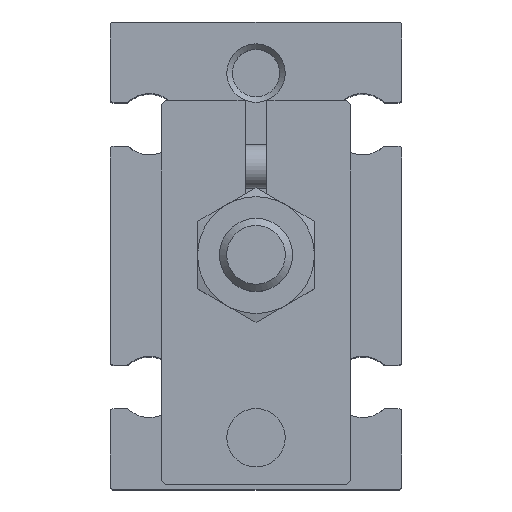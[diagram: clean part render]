
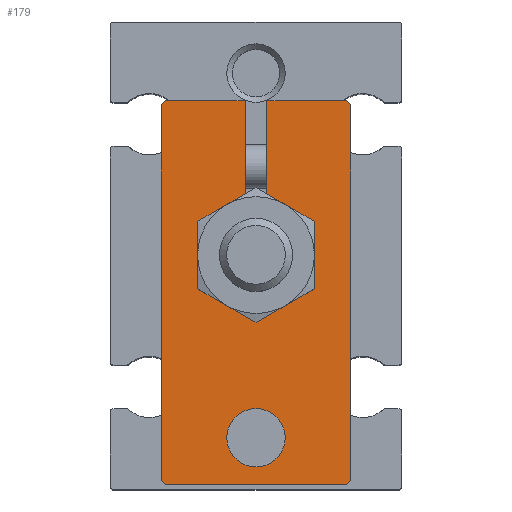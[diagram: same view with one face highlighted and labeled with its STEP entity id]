
A CAD part, top view. The second image highlights one B-rep face of the part: STEP entity #179.
In plain terms, the highlighted planar face has unit normal (0, 0, 1).
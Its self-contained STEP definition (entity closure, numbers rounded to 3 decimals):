
#179 = ADVANCED_FACE( '', ( #359, #360 ), #361, .T. );
#359 = FACE_BOUND( '', #740, .T. );
#360 = FACE_OUTER_BOUND( '', #741, .T. );
#361 = PLANE( '', #742 );
#740 = EDGE_LOOP( '', ( #1173 ) );
#741 = EDGE_LOOP( '', ( #1174, #1175, #1176, #1177, #1178, #1179, #1180, #1181, #1182, #1183, #1184, #1185 ) );
#742 = AXIS2_PLACEMENT_3D( '', #1186, #1187, #1188 );
#1173 = ORIENTED_EDGE( '', *, *, #2369, .F. );
#1174 = ORIENTED_EDGE( '', *, *, #2370, .T. );
#1175 = ORIENTED_EDGE( '', *, *, #2371, .T. );
#1176 = ORIENTED_EDGE( '', *, *, #2372, .T. );
#1177 = ORIENTED_EDGE( '', *, *, #2373, .T. );
#1178 = ORIENTED_EDGE( '', *, *, #2374, .T. );
#1179 = ORIENTED_EDGE( '', *, *, #2375, .T. );
#1180 = ORIENTED_EDGE( '', *, *, #2376, .T. );
#1181 = ORIENTED_EDGE( '', *, *, #2377, .T. );
#1182 = ORIENTED_EDGE( '', *, *, #2378, .T. );
#1183 = ORIENTED_EDGE( '', *, *, #2379, .F. );
#1184 = ORIENTED_EDGE( '', *, *, #2380, .T. );
#1185 = ORIENTED_EDGE( '', *, *, #2381, .T. );
#1186 = CARTESIAN_POINT( '', ( 0., 0., 9. ) );
#1187 = DIRECTION( '', ( 0., 0., 1. ) );
#1188 = DIRECTION( '', ( 1., 0., 0. ) );
#2369 = EDGE_CURVE( '', #2791, #2791, #2792, .T. );
#2370 = EDGE_CURVE( '', #2793, #2794, #2795, .T. );
#2371 = EDGE_CURVE( '', #2794, #2796, #2797, .T. );
#2372 = EDGE_CURVE( '', #2796, #2798, #2799, .T. );
#2373 = EDGE_CURVE( '', #2798, #2800, #2801, .T. );
#2374 = EDGE_CURVE( '', #2800, #2802, #2803, .T. );
#2375 = EDGE_CURVE( '', #2802, #2804, #2805, .T. );
#2376 = EDGE_CURVE( '', #2804, #2806, #2807, .T. );
#2377 = EDGE_CURVE( '', #2806, #2808, #2809, .T. );
#2378 = EDGE_CURVE( '', #2808, #2810, #2811, .T. );
#2379 = EDGE_CURVE( '', #2812, #2810, #2813, .T. );
#2380 = EDGE_CURVE( '', #2812, #2814, #2815, .T. );
#2381 = EDGE_CURVE( '', #2814, #2793, #2816, .T. );
#2791 = VERTEX_POINT( '', #3678 );
#2792 = CIRCLE( '', #3679, 2. );
#2793 = VERTEX_POINT( '', #3680 );
#2794 = VERTEX_POINT( '', #3681 );
#2795 = LINE( '', #3682, #3683 );
#2796 = VERTEX_POINT( '', #3684 );
#2797 = LINE( '', #3685, #3686 );
#2798 = VERTEX_POINT( '', #3687 );
#2799 = LINE( '', #3688, #3689 );
#2800 = VERTEX_POINT( '', #3690 );
#2801 = LINE( '', #3691, #3692 );
#2802 = VERTEX_POINT( '', #3693 );
#2803 = LINE( '', #3694, #3695 );
#2804 = VERTEX_POINT( '', #3696 );
#2805 = LINE( '', #3697, #3698 );
#2806 = VERTEX_POINT( '', #3699 );
#2807 = LINE( '', #3700, #3701 );
#2808 = VERTEX_POINT( '', #3702 );
#2809 = LINE( '', #3703, #3704 );
#2810 = VERTEX_POINT( '', #3705 );
#2811 = LINE( '', #3706, #3707 );
#2812 = VERTEX_POINT( '', #3708 );
#2813 = CIRCLE( '', #3709, 3. );
#2814 = VERTEX_POINT( '', #3710 );
#2815 = LINE( '', #3711, #3712 );
#2816 = LINE( '', #3713, #3714 );
#3678 = CARTESIAN_POINT( '', ( 2., -12.5, 9. ) );
#3679 = AXIS2_PLACEMENT_3D( '', #4944, #4945, #4946 );
#3680 = CARTESIAN_POINT( '', ( -6.2, 10.6, 9. ) );
#3681 = CARTESIAN_POINT( '', ( -6.5, 10.3, 9. ) );
#3682 = CARTESIAN_POINT( '', ( -6.2, 10.6, 9. ) );
#3683 = VECTOR( '', #4947, 1000. );
#3684 = CARTESIAN_POINT( '', ( -6.5, -15.4, 9. ) );
#3685 = CARTESIAN_POINT( '', ( -6.5, 10.3, 9. ) );
#3686 = VECTOR( '', #4948, 1000. );
#3687 = CARTESIAN_POINT( '', ( -6.2, -15.7, 9. ) );
#3688 = CARTESIAN_POINT( '', ( -6.5, -15.4, 9. ) );
#3689 = VECTOR( '', #4949, 1000. );
#3690 = CARTESIAN_POINT( '', ( 6.2, -15.7, 9. ) );
#3691 = CARTESIAN_POINT( '', ( -6.2, -15.7, 9. ) );
#3692 = VECTOR( '', #4950, 1000. );
#3693 = CARTESIAN_POINT( '', ( 6.5, -15.4, 9. ) );
#3694 = CARTESIAN_POINT( '', ( 6.2, -15.7, 9. ) );
#3695 = VECTOR( '', #4951, 1000. );
#3696 = CARTESIAN_POINT( '', ( 6.5, 10.3, 9. ) );
#3697 = CARTESIAN_POINT( '', ( 6.5, -15.4, 9. ) );
#3698 = VECTOR( '', #4952, 1000. );
#3699 = CARTESIAN_POINT( '', ( 6.2, 10.6, 9. ) );
#3700 = CARTESIAN_POINT( '', ( 6.5, 10.3, 9. ) );
#3701 = VECTOR( '', #4953, 1000. );
#3702 = CARTESIAN_POINT( '', ( 0.75, 10.6, 9. ) );
#3703 = CARTESIAN_POINT( '', ( 6.2, 10.6, 9. ) );
#3704 = VECTOR( '', #4954, 1000. );
#3705 = CARTESIAN_POINT( '', ( 0.75, 2.905, 9. ) );
#3706 = CARTESIAN_POINT( '', ( 0.75, 10.6, 9. ) );
#3707 = VECTOR( '', #4955, 1000. );
#3708 = CARTESIAN_POINT( '', ( -0.75, 2.905, 9. ) );
#3709 = AXIS2_PLACEMENT_3D( '', #4956, #4957, #4958 );
#3710 = CARTESIAN_POINT( '', ( -0.75, 10.6, 9. ) );
#3711 = CARTESIAN_POINT( '', ( -0.75, 2.905, 9. ) );
#3712 = VECTOR( '', #4959, 1000. );
#3713 = CARTESIAN_POINT( '', ( -0.75, 10.6, 9. ) );
#3714 = VECTOR( '', #4960, 1000. );
#4944 = CARTESIAN_POINT( '', ( 0., -12.5, 9. ) );
#4945 = DIRECTION( '', ( 0., 0., 1. ) );
#4946 = DIRECTION( '', ( 1., 0., 0. ) );
#4947 = DIRECTION( '', ( -0.707, -0.707, 0. ) );
#4948 = DIRECTION( '', ( 0., -1., 0. ) );
#4949 = DIRECTION( '', ( 0.707, -0.707, 0. ) );
#4950 = DIRECTION( '', ( 1., 0., 0. ) );
#4951 = DIRECTION( '', ( 0.707, 0.707, 0. ) );
#4952 = DIRECTION( '', ( 0., 1., 0. ) );
#4953 = DIRECTION( '', ( -0.707, 0.707, 0. ) );
#4954 = DIRECTION( '', ( -1., 0., 0. ) );
#4955 = DIRECTION( '', ( 0., -1., 0. ) );
#4956 = CARTESIAN_POINT( '', ( 0., 0., 9. ) );
#4957 = DIRECTION( '', ( 0., 0., 1. ) );
#4958 = DIRECTION( '', ( 1., 0., 0. ) );
#4959 = DIRECTION( '', ( 0., 1., 0. ) );
#4960 = DIRECTION( '', ( -1., 0., 0. ) );
